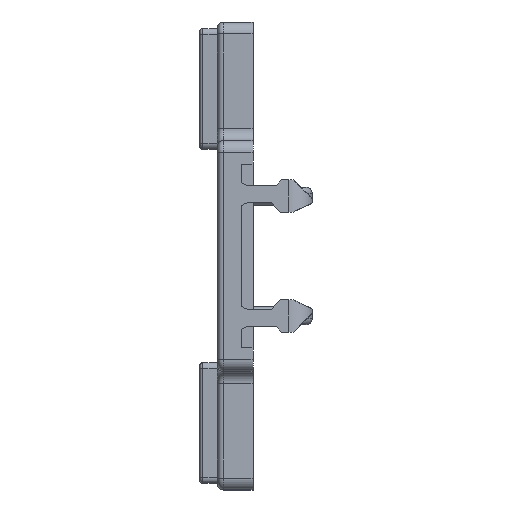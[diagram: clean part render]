
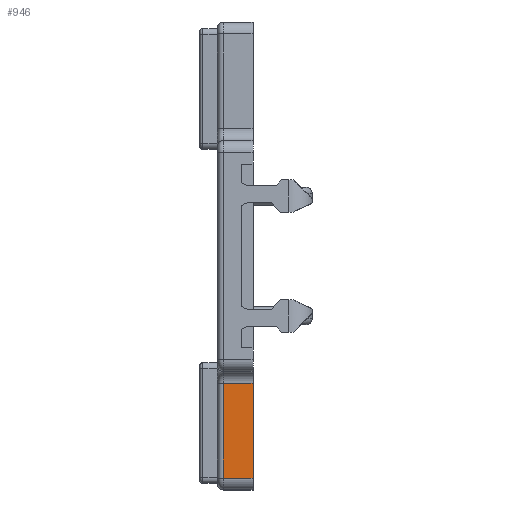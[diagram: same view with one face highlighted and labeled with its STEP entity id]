
A CAD part, left-side view. The second image highlights one B-rep face of the part: STEP entity #946.
In plain terms, the highlighted planar face has unit normal (-1, 0, 0).
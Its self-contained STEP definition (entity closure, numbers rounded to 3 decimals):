
#378 = CARTESIAN_POINT ( 'NONE',  ( -69.5, 0., -18.75 ) ) ;
#488 = CARTESIAN_POINT ( 'NONE',  ( -69.5, 2.5, -10.75 ) ) ;
#489 = CARTESIAN_POINT ( 'NONE',  ( -69.5, 2.5, -18.75 ) ) ;
#548 = CARTESIAN_POINT ( 'NONE',  ( -69.5, 0., -10.75 ) ) ;
#946 = ADVANCED_FACE ( 'NONE', ( #45943 ), #48596, .F. ) ;
#2639 = EDGE_CURVE ( 'NONE', #25816, #25986, #49729, .T. ) ;
#2856 = EDGE_CURVE ( 'NONE', #25927, #25816, #50052, .T. ) ;
#2860 = EDGE_CURVE ( 'NONE', #25926, #25986, #50063, .T. ) ;
#2862 = EDGE_CURVE ( 'NONE', #25926, #25927, #50062, .T. ) ;
#25816 = VERTEX_POINT ( 'NONE', #378 ) ;
#25926 = VERTEX_POINT ( 'NONE', #488 ) ;
#25927 = VERTEX_POINT ( 'NONE', #489 ) ;
#25986 = VERTEX_POINT ( 'NONE', #548 ) ;
#31501 = ORIENTED_EDGE ( 'NONE', *, *, #2860, .F. ) ;
#31502 = ORIENTED_EDGE ( 'NONE', *, *, #2862, .T. ) ;
#31503 = ORIENTED_EDGE ( 'NONE', *, *, #2856, .T. ) ;
#31504 = ORIENTED_EDGE ( 'NONE', *, *, #2639, .T. ) ;
#39659 = EDGE_LOOP ( 'NONE', ( #31501, #31502, #31503, #31504 ) ) ;
#43088 = AXIS2_PLACEMENT_3D ( 'NONE', #48594, #48599, #48600 ) ;
#45943 = FACE_OUTER_BOUND ( 'NONE', #39659, .T. ) ;
#48594 = CARTESIAN_POINT ( 'NONE',  ( -69.5, 3., -18.75 ) ) ;
#48596 = PLANE ( 'NONE',  #43088 ) ;
#48599 = DIRECTION ( 'NONE',  ( 1., 0., 0. ) ) ;
#48600 = DIRECTION ( 'NONE',  ( 0., 0., -1. ) ) ;
#49727 = VECTOR ( 'NONE', #51472, 1000. ) ;
#49729 = LINE ( 'NONE', #51470, #49727 ) ;
#50050 = VECTOR ( 'NONE', #52135, 1000. ) ;
#50052 = LINE ( 'NONE', #52134, #50050 ) ;
#50061 = VECTOR ( 'NONE', #52151, 1000. ) ;
#50062 = LINE ( 'NONE', #52150, #50061 ) ;
#50063 = LINE ( 'NONE', #52146, #50064 ) ;
#50064 = VECTOR ( 'NONE', #52147, 1000. ) ;
#51470 = CARTESIAN_POINT ( 'NONE',  ( -69.5, 0., -18.75 ) ) ;
#51472 = DIRECTION ( 'NONE',  ( 0., 0., 1. ) ) ;
#52134 = CARTESIAN_POINT ( 'NONE',  ( -69.5, 3., -18.75 ) ) ;
#52135 = DIRECTION ( 'NONE',  ( 0., -1., 0. ) ) ;
#52146 = CARTESIAN_POINT ( 'NONE',  ( -69.5, 3., -10.75 ) ) ;
#52147 = DIRECTION ( 'NONE',  ( 0., -1., 0. ) ) ;
#52150 = CARTESIAN_POINT ( 'NONE',  ( -69.5, 2.5, -18.75 ) ) ;
#52151 = DIRECTION ( 'NONE',  ( 0., 0., -1. ) ) ;
